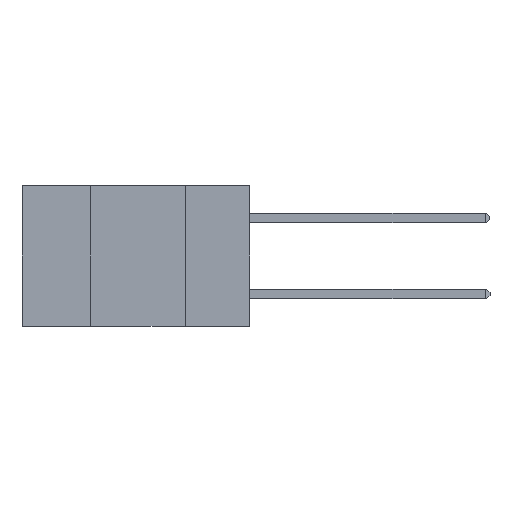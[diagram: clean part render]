
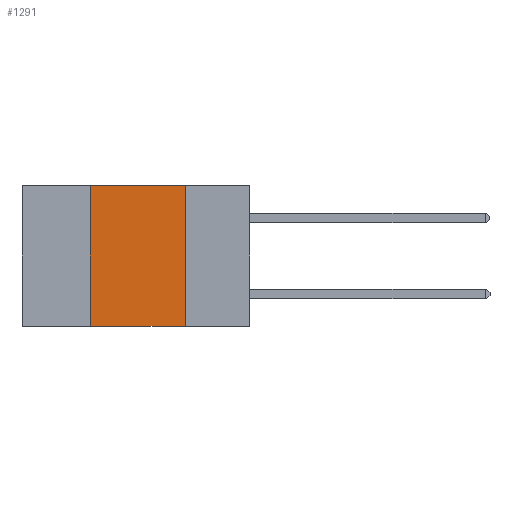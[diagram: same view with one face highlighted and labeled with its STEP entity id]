
A CAD part, left-side view. The second image highlights one B-rep face of the part: STEP entity #1291.
In plain terms, the highlighted planar face has unit normal (-1, 0, 0).
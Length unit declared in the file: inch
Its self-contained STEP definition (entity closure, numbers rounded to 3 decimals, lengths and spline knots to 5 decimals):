
#324 = EDGE_CURVE ( 'NONE', #5939, #1816, #10899, .T. ) ;
#1291 = ADVANCED_FACE ( 'NONE', ( #10872 ), #5190, .F. ) ;
#1296 = CARTESIAN_POINT ( 'NONE',  ( 0., 0.6, 0. ) ) ;
#1816 = VERTEX_POINT ( 'NONE', #4141 ) ;
#2367 = EDGE_CURVE ( 'NONE', #6262, #5939, #7349, .T. ) ;
#2853 = ORIENTED_EDGE ( 'NONE', *, *, #13774, .F. ) ;
#3181 = ORIENTED_EDGE ( 'NONE', *, *, #2367, .F. ) ;
#3781 = DIRECTION ( 'NONE',  ( 0., 0., -1. ) ) ;
#3802 = DIRECTION ( 'NONE',  ( 1., 0., 0. ) ) ;
#4141 = CARTESIAN_POINT ( 'NONE',  ( 0., 0.17, 0. ) ) ;
#4482 = CARTESIAN_POINT ( 'NONE',  ( 0., 0.6, 0. ) ) ;
#5190 = PLANE ( 'NONE',  #5700 ) ;
#5700 = AXIS2_PLACEMENT_3D ( 'NONE', #4482, #3802, #3781 ) ;
#5764 = ORIENTED_EDGE ( 'NONE', *, *, #324, .F. ) ;
#5939 = VERTEX_POINT ( 'NONE', #13579 ) ;
#6262 = VERTEX_POINT ( 'NONE', #10911 ) ;
#6264 = EDGE_CURVE ( 'NONE', #6262, #10562, #12270, .T. ) ;
#6274 = CARTESIAN_POINT ( 'NONE',  ( 0., 0.17, -0.37 ) ) ;
#6707 = CARTESIAN_POINT ( 'NONE',  ( 0., 0.17, 0. ) ) ;
#7032 = VECTOR ( 'NONE', #8481, 39.37008 ) ;
#7137 = VECTOR ( 'NONE', #7768, 39.37008 ) ;
#7349 = LINE ( 'NONE', #7389, #7032 ) ;
#7389 = CARTESIAN_POINT ( 'NONE',  ( 0., 0.42, 0. ) ) ;
#7404 = ORIENTED_EDGE ( 'NONE', *, *, #6264, .T. ) ;
#7464 = LINE ( 'NONE', #6707, #7137 ) ;
#7768 = DIRECTION ( 'NONE',  ( 0., 0., -1. ) ) ;
#8481 = DIRECTION ( 'NONE',  ( 0., 0., 1. ) ) ;
#8760 = CARTESIAN_POINT ( 'NONE',  ( 0., 0.6, -0.37 ) ) ;
#9410 = VECTOR ( 'NONE', #11995, 39.37008 ) ;
#10562 = VERTEX_POINT ( 'NONE', #6274 ) ;
#10872 = FACE_OUTER_BOUND ( 'NONE', #13526, .T. ) ;
#10899 = LINE ( 'NONE', #1296, #13420 ) ;
#10911 = CARTESIAN_POINT ( 'NONE',  ( 0., 0.42, -0.37 ) ) ;
#11995 = DIRECTION ( 'NONE',  ( 0., -1., 0. ) ) ;
#12061 = DIRECTION ( 'NONE',  ( 0., -1., 0. ) ) ;
#12270 = LINE ( 'NONE', #8760, #9410 ) ;
#13420 = VECTOR ( 'NONE', #12061, 39.37008 ) ;
#13526 = EDGE_LOOP ( 'NONE', ( #2853, #5764, #3181, #7404 ) ) ;
#13579 = CARTESIAN_POINT ( 'NONE',  ( 0., 0.42, 0. ) ) ;
#13774 = EDGE_CURVE ( 'NONE', #1816, #10562, #7464, .T. ) ;
